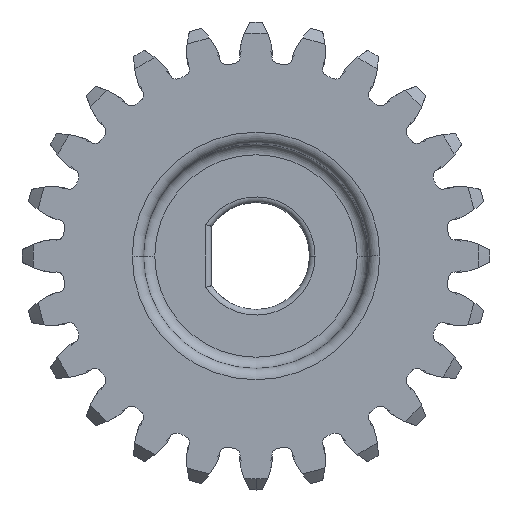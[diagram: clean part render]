
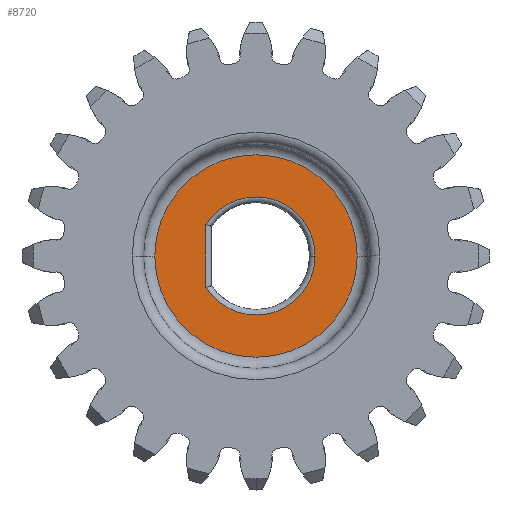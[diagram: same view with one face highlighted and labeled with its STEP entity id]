
A CAD part, left-side view. The second image highlights one B-rep face of the part: STEP entity #8720.
In plain terms, the highlighted planar face has unit normal (-1, 0, 0).
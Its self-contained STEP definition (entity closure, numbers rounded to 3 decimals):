
#2 = VERTEX_POINT ( 'NONE', #1775 ) ;
#152 = DIRECTION ( 'NONE',  ( 0., -1., 0. ) ) ;
#242 = CARTESIAN_POINT ( 'NONE',  ( -4.5, 4.5, 0. ) ) ;
#351 = DIRECTION ( 'NONE',  ( 0., 1., 0. ) ) ;
#470 = ORIENTED_EDGE ( 'NONE', *, *, #5007, .T. ) ;
#1021 = AXIS2_PLACEMENT_3D ( 'NONE', #5328, #10230, #2239 ) ;
#1429 = VECTOR ( 'NONE', #9761, 1000. ) ;
#1574 = ORIENTED_EDGE ( 'NONE', *, *, #2501, .T. ) ;
#1775 = CARTESIAN_POINT ( 'NONE',  ( -4.5, -2.625, 0. ) ) ;
#1820 = VERTEX_POINT ( 'NONE', #6341 ) ;
#1968 = FACE_OUTER_BOUND ( 'NONE', #5851, .T. ) ;
#2239 = DIRECTION ( 'NONE',  ( 0., -1., 0. ) ) ;
#2373 = DIRECTION ( 'NONE',  ( 0., -1., 0. ) ) ;
#2501 = EDGE_CURVE ( 'NONE', #2, #1820, #8691, .T. ) ;
#2535 = EDGE_CURVE ( 'NONE', #1820, #3581, #5923, .T. ) ;
#2798 = CIRCLE ( 'NONE', #5563, 4.5 ) ;
#3425 = CIRCLE ( 'NONE', #6496, 4.5 ) ;
#3518 = DIRECTION ( 'NONE',  ( -1., 0., 0. ) ) ;
#3555 = VERTEX_POINT ( 'NONE', #9053 ) ;
#3581 = VERTEX_POINT ( 'NONE', #9616 ) ;
#3626 = PLANE ( 'NONE',  #5510 ) ;
#3815 = EDGE_CURVE ( 'NONE', #10265, #3555, #3425, .T. ) ;
#3857 = EDGE_CURVE ( 'NONE', #3555, #10265, #2798, .T. ) ;
#4125 = DIRECTION ( 'NONE',  ( -1., 0., 0. ) ) ;
#4192 = EDGE_LOOP ( 'NONE', ( #470, #1574, #8403 ) ) ;
#4926 = DIRECTION ( 'NONE',  ( 0., -1., 0. ) ) ;
#4973 = DIRECTION ( 'NONE',  ( 1., 0., 0. ) ) ;
#5007 = EDGE_CURVE ( 'NONE', #3581, #2, #9819, .T. ) ;
#5152 = AXIS2_PLACEMENT_3D ( 'NONE', #9867, #4973, #152 ) ;
#5328 = CARTESIAN_POINT ( 'NONE',  ( -4.5, 0., 0. ) ) ;
#5510 = AXIS2_PLACEMENT_3D ( 'NONE', #8333, #3518, #351 ) ;
#5551 = ORIENTED_EDGE ( 'NONE', *, *, #3815, .T. ) ;
#5563 = AXIS2_PLACEMENT_3D ( 'NONE', #9701, #4125, #4926 ) ;
#5851 = EDGE_LOOP ( 'NONE', ( #6272, #5551 ) ) ;
#5865 = CARTESIAN_POINT ( 'NONE',  ( -4.5, 2.225, 0. ) ) ;
#5923 = LINE ( 'NONE', #5865, #1429 ) ;
#6225 = FACE_BOUND ( 'NONE', #4192, .T. ) ;
#6272 = ORIENTED_EDGE ( 'NONE', *, *, #3857, .T. ) ;
#6341 = CARTESIAN_POINT ( 'NONE',  ( -4.5, 2.225, -1.393 ) ) ;
#6496 = AXIS2_PLACEMENT_3D ( 'NONE', #10297, #8709, #2373 ) ;
#8333 = CARTESIAN_POINT ( 'NONE',  ( -4.5, 0., 0. ) ) ;
#8403 = ORIENTED_EDGE ( 'NONE', *, *, #2535, .T. ) ;
#8691 = CIRCLE ( 'NONE', #5152, 2.625 ) ;
#8709 = DIRECTION ( 'NONE',  ( -1., 0., 0. ) ) ;
#8720 = ADVANCED_FACE ( 'NONE', ( #6225, #1968 ), #3626, .T. ) ;
#9053 = CARTESIAN_POINT ( 'NONE',  ( -4.5, -4.5, 0. ) ) ;
#9616 = CARTESIAN_POINT ( 'NONE',  ( -4.5, 2.225, 1.393 ) ) ;
#9701 = CARTESIAN_POINT ( 'NONE',  ( -4.5, 0., 0. ) ) ;
#9761 = DIRECTION ( 'NONE',  ( 0., 0., 1. ) ) ;
#9819 = CIRCLE ( 'NONE', #1021, 2.625 ) ;
#9867 = CARTESIAN_POINT ( 'NONE',  ( -4.5, 0., 0. ) ) ;
#10230 = DIRECTION ( 'NONE',  ( 1., 0., 0. ) ) ;
#10265 = VERTEX_POINT ( 'NONE', #242 ) ;
#10297 = CARTESIAN_POINT ( 'NONE',  ( -4.5, 0., 0. ) ) ;
